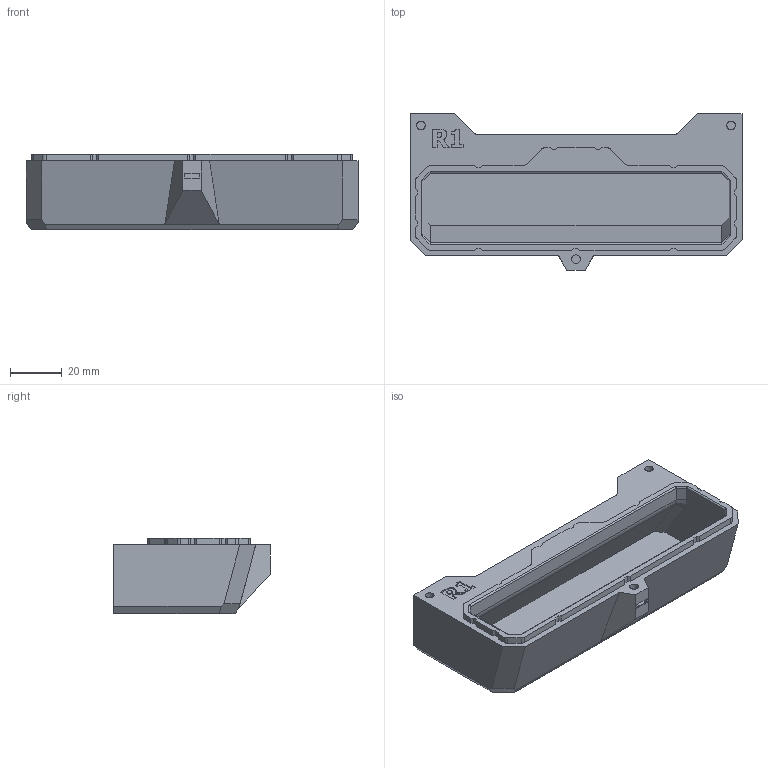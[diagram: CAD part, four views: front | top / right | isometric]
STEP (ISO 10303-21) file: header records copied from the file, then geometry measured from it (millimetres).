
FILE_DESCRIPTION(/* description */ (''),/* implementation_level */ '2;1');
FILE_NAME(/* name */ 'transport_handle-R1.stp',/* time_stamp */ '2023-07-03T09:44:01+02:00',/* author */ ('borek.rajtora'),/* organization */ (''),/* preprocessor_version */ 'ST-DEVELOPER v19',/* originating_system */ 'Autodesk Inventor 2023',/* authorisation */ '');
FILE_SCHEMA (('AUTOMOTIVE_DESIGN { 1 0 10303 214 3 1 1 }'));
Length unit declared in the file: millimetre
Products named in the file (1): transport_handle_v2
Bounding box: 128.5 x 60.6 x 29.2 mm (x, y, z)
Volume: 75618.1 mm3; surface area: 32202.6 mm2
Topology: 1 solids, 1 shells, 323 faces, 886 edges, 581 vertices
Faces by surface type: plane 223, bspline 67, cylinder 31, cone 2
Full cylindrical faces by diameter (mm): 3.3 x6
Entity records: 10278 total; most frequent: CARTESIAN_POINT 2430, ORIENTED_EDGE 1772, DIRECTION 1331, EDGE_CURVE 886, LINE 687, VECTOR 687, VERTEX_POINT 581, EDGE_LOOP 345
